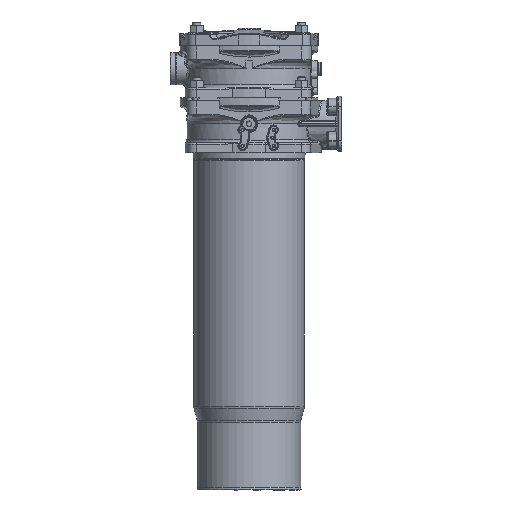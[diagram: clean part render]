
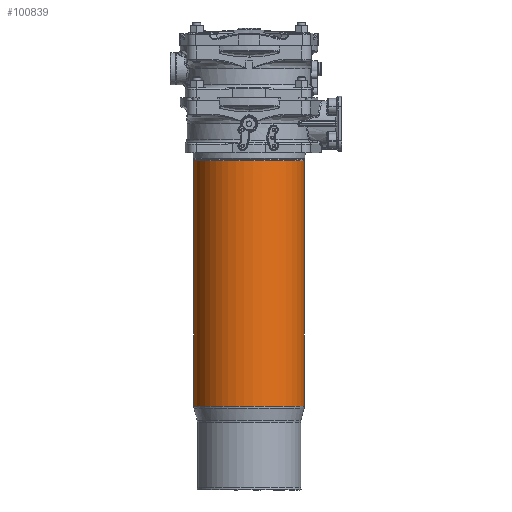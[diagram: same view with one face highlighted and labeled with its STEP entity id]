
A CAD part, front view. The second image highlights one B-rep face of the part: STEP entity #100839.
In plain terms, the highlighted free-form (B-spline) face has degree [2, 1] with [7, 2] control points.
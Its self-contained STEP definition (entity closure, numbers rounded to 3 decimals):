
#100752=CARTESIAN_POINT('V1354',(69.,0.,
   -316.451));
#100753=VERTEX_POINT('V1354',#100752);
#100769=CARTESIAN_POINT('E2171',(69.,0.,
   -316.451));
#100770=CARTESIAN_POINT('E2171',(69.,
   119.512,-316.451));
#100771=CARTESIAN_POINT('E2171',(-34.5,
   59.756,-316.451));
#100772=CARTESIAN_POINT('E2171',(-138.,0.,
   -316.451));
#100773=CARTESIAN_POINT('E2171',(-34.5,
   -59.756,-316.451));
#100774=CARTESIAN_POINT('E2171',(69.,
   -119.512,-316.451));
#100775=CARTESIAN_POINT('E2171',(69.,0.,
   -316.451));
#100783=(BOUNDED_CURVE()B_SPLINE_CURVE(2,(#100769,#100770,#100771,
   #100772,#100773,#100774,#100775),.CIRCULAR_ARC.,.T.,.U.)
   B_SPLINE_CURVE_WITH_KNOTS((3,2,2,3),(0.0,0.781,
   1.561,2.342),.UNSPECIFIED.)CURVE()
   GEOMETRIC_REPRESENTATION_ITEM()RATIONAL_B_SPLINE_CURVE((1.0,
   0.5,1.0,0.5,1.0,0.5,1.0)
   )REPRESENTATION_ITEM('E2171'));
#100784=EDGE_CURVE('E2171',#100753,#100753,#100783,.T.);
#100789=CARTESIAN_POINT('F869',(69.,0.,
   -316.451));
#100790=CARTESIAN_POINT('F869',(69.,
   119.512,-316.451));
#100791=CARTESIAN_POINT('F869',(-34.5,
   59.756,-316.451));
#100792=CARTESIAN_POINT('F869',(-138.,0.,
   -316.451));
#100793=CARTESIAN_POINT('F869',(-34.5,
   -59.756,-316.451));
#100794=CARTESIAN_POINT('F869',(69.,
   -119.512,-316.451));
#100795=CARTESIAN_POINT('F869',(69.,0.,
   -316.451));
#100796=CARTESIAN_POINT('F869',(69.,0.,
   -10.23));
#100797=CARTESIAN_POINT('F869',(69.,
   119.512,-10.23));
#100798=CARTESIAN_POINT('F869',(-34.5,
   59.756,-10.23));
#100799=CARTESIAN_POINT('F869',(-138.,0.,
   -10.23));
#100800=CARTESIAN_POINT('F869',(-34.5,
   -59.756,-10.23));
#100801=CARTESIAN_POINT('F869',(69.,
   -119.512,-10.23));
#100802=CARTESIAN_POINT('F869',(69.,0.,
   -10.23));
#100810=(BOUNDED_SURFACE()B_SPLINE_SURFACE(2,1,((#100789,#100796),
   (#100790,#100797),(#100791,#100798),(#100792,#100799),(
   #100793,#100800),(#100794,#100801),(#100795,#100802)),
   .CYLINDRICAL_SURF.,.T.,.F.,.U.)B_SPLINE_SURFACE_WITH_KNOTS((3,2,
   2,3),(2,2),(0.0,0.781,1.561,
   2.342),(0.0,1.0),.UNSPECIFIED.)
   GEOMETRIC_REPRESENTATION_ITEM()RATIONAL_B_SPLINE_SURFACE(((1.0,
   1.0),(0.5,0.5),(1.0,1.0),(
   0.5,0.5),(1.0,1.0),(
   0.5,0.5),(1.0,1.0)))
   REPRESENTATION_ITEM('F869')SURFACE());
#100811=CARTESIAN_POINT('V1352',(69.,0.,
   -10.23));
#100812=VERTEX_POINT('V1352',#100811);
#100813=CARTESIAN_POINT('E2170',(69.,0.,
   -10.23));
#100814=CARTESIAN_POINT('E2170',(69.,0.,
   -316.451));
#100815=QUASI_UNIFORM_CURVE('E2170',1,(#100813,#100814),
   .POLYLINE_FORM.,.F.,.U.);
#100816=EDGE_CURVE('E2170',#100812,#100753,#100815,.T.);
#100817=ORIENTED_EDGE('E2170',*,*,#100816,.T.);
#100818=ORIENTED_EDGE('F870',*,*,#100784,.T.);
#100819=ORIENTED_EDGE('E2170',*,*,#100816,.F.);
#100820=CARTESIAN_POINT('E2168',(69.,0.,
   -10.23));
#100821=CARTESIAN_POINT('E2168',(69.,
   119.512,-10.23));
#100822=CARTESIAN_POINT('E2168',(-34.5,
   59.756,-10.23));
#100823=CARTESIAN_POINT('E2168',(-138.0,0.,
   -10.23));
#100824=CARTESIAN_POINT('E2168',(-34.5,
   -59.756,-10.23));
#100825=CARTESIAN_POINT('E2168',(69.,
   -119.512,-10.23));
#100826=CARTESIAN_POINT('E2168',(69.,0.,
   -10.23));
#100834=(BOUNDED_CURVE()B_SPLINE_CURVE(2,(#100820,#100821,#100822,
   #100823,#100824,#100825,#100826),.CIRCULAR_ARC.,.T.,.U.)
   B_SPLINE_CURVE_WITH_KNOTS((3,2,2,3),(0.0,47.297,
   94.595,141.892),.UNSPECIFIED.)CURVE()
   GEOMETRIC_REPRESENTATION_ITEM()RATIONAL_B_SPLINE_CURVE((1.0,
   0.5,1.0,0.5,1.0,0.5,1.0)
   )REPRESENTATION_ITEM('E2168'));
#100835=EDGE_CURVE('E2168',#100812,#100812,#100834,.T.);
#100836=ORIENTED_EDGE('E2168',*,*,#100835,.F.);
#100837=EDGE_LOOP('F869',(#100817,#100818,#100819,#100836));
#100838=FACE_OUTER_BOUND('F869',#100837,.T.);
#100839=ADVANCED_FACE('F869',(#100838),#100810,.T.);
